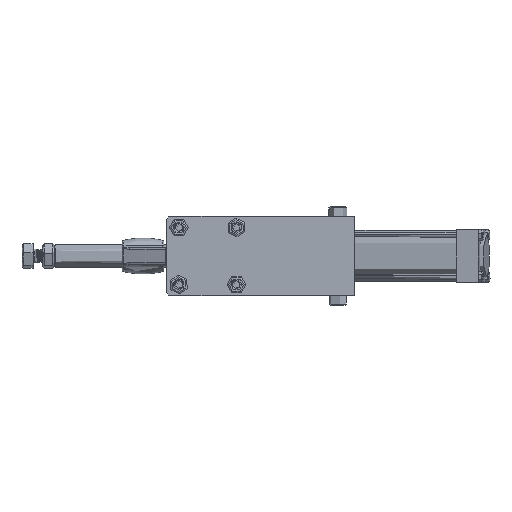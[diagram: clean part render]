
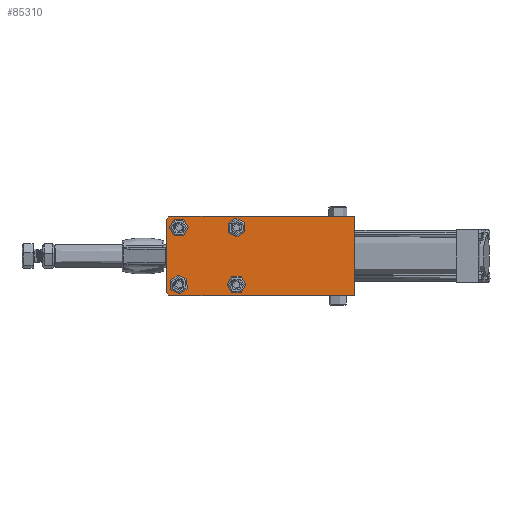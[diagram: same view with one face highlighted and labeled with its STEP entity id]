
A CAD part, front view. The second image highlights one B-rep face of the part: STEP entity #85310.
In plain terms, the highlighted planar face has unit normal (0, -1, 0).
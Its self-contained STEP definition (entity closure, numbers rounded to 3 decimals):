
#2097 = CIRCLE ( 'NONE', #17866, 4.15 ) ;
#2213 = DIRECTION ( 'NONE',  ( 0., 0., -1. ) ) ;
#2382 = CIRCLE ( 'NONE', #50766, 3. ) ;
#3155 = ORIENTED_EDGE ( 'NONE', *, *, #47072, .F. ) ;
#3640 = DIRECTION ( 'NONE',  ( 0., 0., 1. ) ) ;
#3684 = CARTESIAN_POINT ( 'NONE',  ( -51.872, 0., 25.562 ) ) ;
#3831 = CIRCLE ( 'NONE', #87271, 4.15 ) ;
#3998 = AXIS2_PLACEMENT_3D ( 'NONE', #19592, #68086, #26592 ) ;
#4805 = VERTEX_POINT ( 'NONE', #57730 ) ;
#5063 = CARTESIAN_POINT ( 'NONE',  ( -10.472, 0., 25.562 ) ) ;
#5986 = ORIENTED_EDGE ( 'NONE', *, *, #70775, .T. ) ;
#7567 = EDGE_CURVE ( 'NONE', #7823, #24359, #49036, .T. ) ;
#7823 = VERTEX_POINT ( 'NONE', #71740 ) ;
#8172 = EDGE_LOOP ( 'NONE', ( #26100, #87956 ) ) ;
#8398 = DIRECTION ( 'NONE',  ( 0., 1., 0. ) ) ;
#8415 = VERTEX_POINT ( 'NONE', #16397 ) ;
#10638 = DIRECTION ( 'NONE',  ( 0., 0., 1. ) ) ;
#11288 = AXIS2_PLACEMENT_3D ( 'NONE', #37459, #85976, #44437 ) ;
#12006 = DIRECTION ( 'NONE',  ( 0., 0., 1. ) ) ;
#12236 = ORIENTED_EDGE ( 'NONE', *, *, #52563, .F. ) ;
#12596 = CIRCLE ( 'NONE', #11288, 4.15 ) ;
#14197 = DIRECTION ( 'NONE',  ( 0., 1., 0. ) ) ;
#14360 = EDGE_LOOP ( 'NONE', ( #51419, #50385 ) ) ;
#14510 = CARTESIAN_POINT ( 'NONE',  ( 74.428, 0., -23.588 ) ) ;
#15362 = DIRECTION ( 'NONE',  ( 0., 1., 0. ) ) ;
#15621 = VERTEX_POINT ( 'NONE', #47960 ) ;
#16397 = CARTESIAN_POINT ( 'NONE',  ( -51.872, 0., -19.688 ) ) ;
#17166 = EDGE_LOOP ( 'NONE', ( #36816, #5986 ) ) ;
#17866 = AXIS2_PLACEMENT_3D ( 'NONE', #3684, #52279, #10638 ) ;
#18719 = VERTEX_POINT ( 'NONE', #62312 ) ;
#19592 = CARTESIAN_POINT ( 'NONE',  ( -51.872, 0., -15.538 ) ) ;
#20634 = EDGE_CURVE ( 'NONE', #24261, #79368, #67776, .T. ) ;
#20662 = FACE_BOUND ( 'NONE', #8172, .T. ) ;
#20922 = AXIS2_PLACEMENT_3D ( 'NONE', #56987, #15362, #63910 ) ;
#20991 = VERTEX_POINT ( 'NONE', #29487 ) ;
#21754 = EDGE_LOOP ( 'NONE', ( #57789, #84091 ) ) ;
#21861 = VERTEX_POINT ( 'NONE', #38175 ) ;
#21874 = CARTESIAN_POINT ( 'NONE',  ( -57.572, 0., 33.612 ) ) ;
#22438 = CARTESIAN_POINT ( 'NONE',  ( -51.872, 0., -15.538 ) ) ;
#24261 = VERTEX_POINT ( 'NONE', #36904 ) ;
#24359 = VERTEX_POINT ( 'NONE', #79343 ) ;
#26100 = ORIENTED_EDGE ( 'NONE', *, *, #33666, .T. ) ;
#26592 = DIRECTION ( 'NONE',  ( 0., 0., 1. ) ) ;
#27383 = DIRECTION ( 'NONE',  ( 0., 0., 1. ) ) ;
#27438 = CARTESIAN_POINT ( 'NONE',  ( -10.472, 0., -15.538 ) ) ;
#29422 = DIRECTION ( 'NONE',  ( 0., 0., 1. ) ) ;
#29481 = LINE ( 'NONE', #83213, #45789 ) ;
#29487 = CARTESIAN_POINT ( 'NONE',  ( -51.872, 0., 21.412 ) ) ;
#30479 = LINE ( 'NONE', #58900, #48950 ) ;
#31160 = AXIS2_PLACEMENT_3D ( 'NONE', #27438, #75922, #34433 ) ;
#33666 = EDGE_CURVE ( 'NONE', #8415, #86857, #3831, .T. ) ;
#33816 = CARTESIAN_POINT ( 'NONE',  ( -60.572, 0., -20.588 ) ) ;
#34433 = DIRECTION ( 'NONE',  ( 0., 0., 1. ) ) ;
#35927 = EDGE_CURVE ( 'NONE', #4805, #18719, #47745, .T. ) ;
#36816 = ORIENTED_EDGE ( 'NONE', *, *, #35927, .T. ) ;
#36854 = CARTESIAN_POINT ( 'NONE',  ( 74.428, 0., -23.588 ) ) ;
#36904 = CARTESIAN_POINT ( 'NONE',  ( -57.572, 0., -23.588 ) ) ;
#36961 = FACE_BOUND ( 'NONE', #17166, .T. ) ;
#37459 = CARTESIAN_POINT ( 'NONE',  ( -10.472, 0., 25.562 ) ) ;
#37982 = DIRECTION ( 'NONE',  ( 1., 0., 0. ) ) ;
#38175 = CARTESIAN_POINT ( 'NONE',  ( -60.572, 0., 30.612 ) ) ;
#39180 = FACE_OUTER_BOUND ( 'NONE', #77735, .T. ) ;
#41724 = DIRECTION ( 'NONE',  ( -1., 0., 0. ) ) ;
#42285 = CIRCLE ( 'NONE', #3998, 4.15 ) ;
#44437 = DIRECTION ( 'NONE',  ( 0., 0., 1. ) ) ;
#45310 = DIRECTION ( 'NONE',  ( 0., 1., 0. ) ) ;
#45448 = ORIENTED_EDGE ( 'NONE', *, *, #65124, .F. ) ;
#45789 = VECTOR ( 'NONE', #41724, 1000. ) ;
#46326 = AXIS2_PLACEMENT_3D ( 'NONE', #82536, #68533, #89586 ) ;
#47072 = EDGE_CURVE ( 'NONE', #21861, #68265, #2382, .T. ) ;
#47745 = CIRCLE ( 'NONE', #82751, 4.15 ) ;
#47960 = CARTESIAN_POINT ( 'NONE',  ( 74.428, 0., 33.612 ) ) ;
#48950 = VECTOR ( 'NONE', #37982, 1000. ) ;
#49036 = CIRCLE ( 'NONE', #20922, 4.15 ) ;
#49915 = EDGE_CURVE ( 'NONE', #62854, #24261, #29481, .T. ) ;
#50044 = CARTESIAN_POINT ( 'NONE',  ( -51.872, 0., 25.562 ) ) ;
#50385 = ORIENTED_EDGE ( 'NONE', *, *, #7567, .T. ) ;
#50766 = AXIS2_PLACEMENT_3D ( 'NONE', #55816, #14197, #62735 ) ;
#51419 = ORIENTED_EDGE ( 'NONE', *, *, #58256, .T. ) ;
#51421 = LINE ( 'NONE', #36854, #71944 ) ;
#52279 = DIRECTION ( 'NONE',  ( 0., 1., 0. ) ) ;
#52563 = EDGE_CURVE ( 'NONE', #79368, #21861, #83526, .T. ) ;
#53651 = DIRECTION ( 'NONE',  ( 0., 1., 0. ) ) ;
#55816 = CARTESIAN_POINT ( 'NONE',  ( -57.572, 0., 30.612 ) ) ;
#56987 = CARTESIAN_POINT ( 'NONE',  ( -10.472, 0., -15.538 ) ) ;
#57035 = DIRECTION ( 'NONE',  ( 0., 0., 1. ) ) ;
#57730 = CARTESIAN_POINT ( 'NONE',  ( -10.472, 0., 21.412 ) ) ;
#57789 = ORIENTED_EDGE ( 'NONE', *, *, #86309, .T. ) ;
#58256 = EDGE_CURVE ( 'NONE', #24359, #7823, #85209, .T. ) ;
#58900 = CARTESIAN_POINT ( 'NONE',  ( -57.572, 0., 33.612 ) ) ;
#61922 = CARTESIAN_POINT ( 'NONE',  ( -60.572, 0., -20.588 ) ) ;
#62312 = CARTESIAN_POINT ( 'NONE',  ( -10.472, 0., 29.712 ) ) ;
#62735 = DIRECTION ( 'NONE',  ( 0., 0., -1. ) ) ;
#62854 = VERTEX_POINT ( 'NONE', #14510 ) ;
#63910 = DIRECTION ( 'NONE',  ( 0., 0., 1. ) ) ;
#64103 = FACE_BOUND ( 'NONE', #21754, .T. ) ;
#65124 = EDGE_CURVE ( 'NONE', #68265, #15621, #30479, .T. ) ;
#67203 = VECTOR ( 'NONE', #27383, 1000. ) ;
#67776 = CIRCLE ( 'NONE', #80879, 3. ) ;
#68086 = DIRECTION ( 'NONE',  ( 0., 1., 0. ) ) ;
#68265 = VERTEX_POINT ( 'NONE', #21874 ) ;
#68533 = DIRECTION ( 'NONE',  ( 0., -1., 0. ) ) ;
#70775 = EDGE_CURVE ( 'NONE', #18719, #4805, #12596, .T. ) ;
#70920 = DIRECTION ( 'NONE',  ( 0., 1., 0. ) ) ;
#71209 = ORIENTED_EDGE ( 'NONE', *, *, #20634, .F. ) ;
#71740 = CARTESIAN_POINT ( 'NONE',  ( -10.472, 0., -11.388 ) ) ;
#71944 = VECTOR ( 'NONE', #2213, 1000. ) ;
#73594 = ORIENTED_EDGE ( 'NONE', *, *, #74780, .F. ) ;
#73799 = FACE_BOUND ( 'NONE', #14360, .T. ) ;
#74098 = ORIENTED_EDGE ( 'NONE', *, *, #49915, .F. ) ;
#74129 = EDGE_CURVE ( 'NONE', #86865, #20991, #89465, .T. ) ;
#74780 = EDGE_CURVE ( 'NONE', #15621, #62854, #51421, .T. ) ;
#75535 = PLANE ( 'NONE',  #46326 ) ;
#75922 = DIRECTION ( 'NONE',  ( 0., 1., 0. ) ) ;
#77735 = EDGE_LOOP ( 'NONE', ( #73594, #45448, #3155, #12236, #71209, #74098 ) ) ;
#79343 = CARTESIAN_POINT ( 'NONE',  ( -10.472, 0., -19.688 ) ) ;
#79368 = VERTEX_POINT ( 'NONE', #33816 ) ;
#79753 = CARTESIAN_POINT ( 'NONE',  ( -51.872, 0., 29.712 ) ) ;
#80879 = AXIS2_PLACEMENT_3D ( 'NONE', #86808, #45310, #3640 ) ;
#81211 = AXIS2_PLACEMENT_3D ( 'NONE', #50044, #8398, #57035 ) ;
#82536 = CARTESIAN_POINT ( 'NONE',  ( -57.572, 0., 30.612 ) ) ;
#82751 = AXIS2_PLACEMENT_3D ( 'NONE', #5063, #53651, #12006 ) ;
#83213 = CARTESIAN_POINT ( 'NONE',  ( -57.572, 0., -23.588 ) ) ;
#83526 = LINE ( 'NONE', #61922, #67203 ) ;
#84091 = ORIENTED_EDGE ( 'NONE', *, *, #74129, .T. ) ;
#85209 = CIRCLE ( 'NONE', #31160, 4.15 ) ;
#85310 = ADVANCED_FACE ( 'NONE', ( #64103, #20662, #39180, #73799, #36961 ), #75535, .T. ) ;
#85976 = DIRECTION ( 'NONE',  ( 0., 1., 0. ) ) ;
#86309 = EDGE_CURVE ( 'NONE', #20991, #86865, #2097, .T. ) ;
#86456 = CARTESIAN_POINT ( 'NONE',  ( -51.872, 0., -11.388 ) ) ;
#86808 = CARTESIAN_POINT ( 'NONE',  ( -57.572, 0., -20.588 ) ) ;
#86857 = VERTEX_POINT ( 'NONE', #86456 ) ;
#86865 = VERTEX_POINT ( 'NONE', #79753 ) ;
#87271 = AXIS2_PLACEMENT_3D ( 'NONE', #22438, #70920, #29422 ) ;
#87956 = ORIENTED_EDGE ( 'NONE', *, *, #89248, .T. ) ;
#89248 = EDGE_CURVE ( 'NONE', #86857, #8415, #42285, .T. ) ;
#89465 = CIRCLE ( 'NONE', #81211, 4.15 ) ;
#89586 = DIRECTION ( 'NONE',  ( 0., 0., -1. ) ) ;
